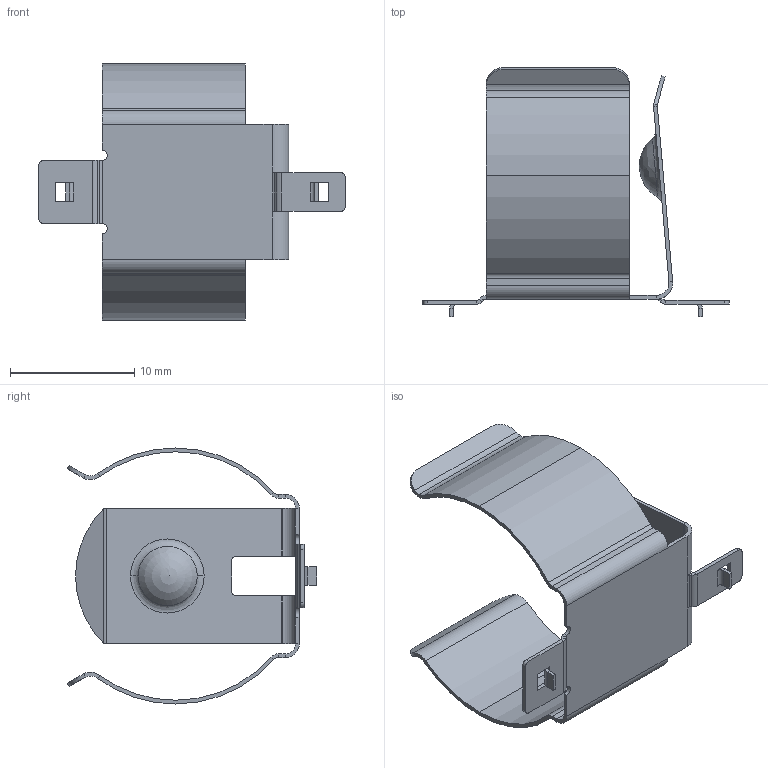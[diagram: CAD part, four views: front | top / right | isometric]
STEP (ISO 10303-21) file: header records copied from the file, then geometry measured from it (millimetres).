
FILE_DESCRIPTION (( 'STEP AP214' ), '1' );
FILE_NAME ('246TR.STEP', '2023-09-04T07:28:02', ( '' ), ( '' ), 'SwSTEP 2.0', 'SolidWorks 2021', '' );
FILE_SCHEMA (( 'AUTOMOTIVE_DESIGN' ));
Length unit declared in the file: millimetre
Products named in the file (2): 246TR; 246TR_246TR
Assembly tree (1 placements, depth 2):
  246TR
    246TR_246TR
Bounding box: 24.61 x 20.05 x 20.57 mm (x, y, z)
Volume: 259 mm3; surface area: 1767 mm2
Topology: 1 solids, 1 shells, 167 faces, 389 edges, 222 vertices
Faces by surface type: plane 103, cylinder 58, torus 4, sphere 2
Entity records: 4675 total; most frequent: DIRECTION 845, CARTESIAN_POINT 796, ORIENTED_EDGE 766, EDGE_CURVE 383, AXIS2_PLACEMENT_3D 299, LINE 247, VECTOR 247, VERTEX_POINT 218
